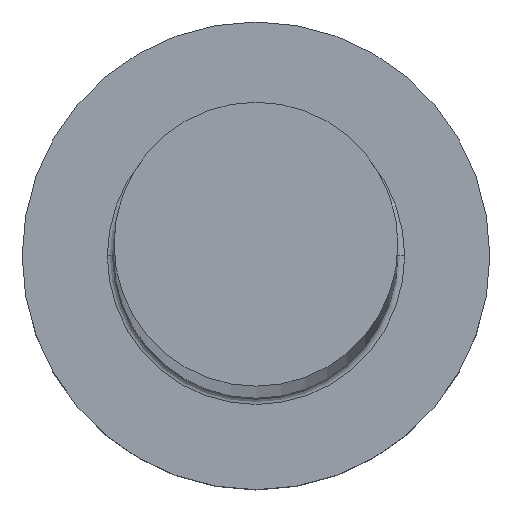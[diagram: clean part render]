
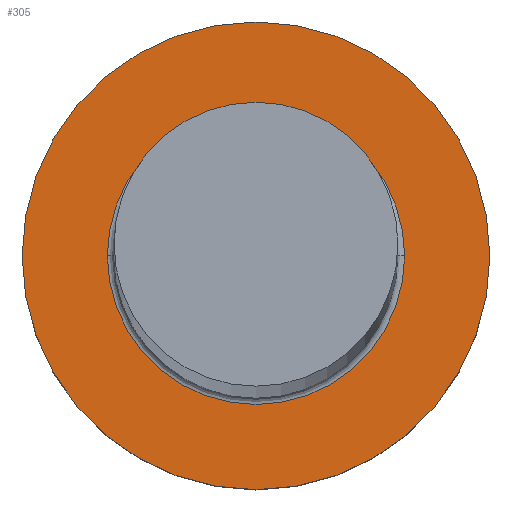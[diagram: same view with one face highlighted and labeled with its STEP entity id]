
A CAD part, top view. The second image highlights one B-rep face of the part: STEP entity #305.
In plain terms, the highlighted planar face has unit normal (0, 0, 1).
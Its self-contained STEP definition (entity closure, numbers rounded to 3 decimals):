
#5 = AXIS2_PLACEMENT_3D ( 'NONE', #202, #13, #146 ) ;
#13 = DIRECTION ( 'NONE',  ( 0., 0., 1. ) ) ;
#19 = VERTEX_POINT ( 'NONE', #116 ) ;
#31 = AXIS2_PLACEMENT_3D ( 'NONE', #203, #231, #109 ) ;
#39 = DIRECTION ( 'NONE',  ( 1., 0., 0. ) ) ;
#44 = PLANE ( 'NONE',  #31 ) ;
#58 = CARTESIAN_POINT ( 'NONE',  ( 4.45, 0., 5. ) ) ;
#69 = FACE_OUTER_BOUND ( 'NONE', #71, .T. ) ;
#71 = EDGE_LOOP ( 'NONE', ( #122, #163 ) ) ;
#77 = CIRCLE ( 'NONE', #250, 7. ) ;
#78 = AXIS2_PLACEMENT_3D ( 'NONE', #256, #149, #39 ) ;
#81 = CIRCLE ( 'NONE', #169, 4.45 ) ;
#90 = CIRCLE ( 'NONE', #5, 7. ) ;
#108 = DIRECTION ( 'NONE',  ( 1., 0., 0. ) ) ;
#109 = DIRECTION ( 'NONE',  ( 1., 0., 0. ) ) ;
#116 = CARTESIAN_POINT ( 'NONE',  ( 7., 0., 5. ) ) ;
#120 = VERTEX_POINT ( 'NONE', #297 ) ;
#122 = ORIENTED_EDGE ( 'NONE', *, *, #195, .T. ) ;
#123 = VERTEX_POINT ( 'NONE', #273 ) ;
#146 = DIRECTION ( 'NONE',  ( 1., 0., 0. ) ) ;
#149 = DIRECTION ( 'NONE',  ( 0., 0., -1. ) ) ;
#153 = DIRECTION ( 'NONE',  ( 0., 0., -1. ) ) ;
#163 = ORIENTED_EDGE ( 'NONE', *, *, #186, .T. ) ;
#165 = EDGE_LOOP ( 'NONE', ( #241, #282 ) ) ;
#169 = AXIS2_PLACEMENT_3D ( 'NONE', #175, #153, #295 ) ;
#175 = CARTESIAN_POINT ( 'NONE',  ( 0., 0., 5. ) ) ;
#178 = EDGE_CURVE ( 'NONE', #263, #123, #81, .T. ) ;
#182 = EDGE_CURVE ( 'NONE', #123, #263, #191, .T. ) ;
#186 = EDGE_CURVE ( 'NONE', #19, #120, #77, .T. ) ;
#191 = CIRCLE ( 'NONE', #78, 4.45 ) ;
#195 = EDGE_CURVE ( 'NONE', #120, #19, #90, .T. ) ;
#197 = FACE_BOUND ( 'NONE', #165, .T. ) ;
#202 = CARTESIAN_POINT ( 'NONE',  ( 0., 0., 5. ) ) ;
#203 = CARTESIAN_POINT ( 'NONE',  ( 0., 0., 5. ) ) ;
#224 = DIRECTION ( 'NONE',  ( 0., 0., 1. ) ) ;
#231 = DIRECTION ( 'NONE',  ( 0., 0., 1. ) ) ;
#241 = ORIENTED_EDGE ( 'NONE', *, *, #178, .T. ) ;
#250 = AXIS2_PLACEMENT_3D ( 'NONE', #251, #224, #108 ) ;
#251 = CARTESIAN_POINT ( 'NONE',  ( 0., 0., 5. ) ) ;
#256 = CARTESIAN_POINT ( 'NONE',  ( 0., 0., 5. ) ) ;
#263 = VERTEX_POINT ( 'NONE', #58 ) ;
#273 = CARTESIAN_POINT ( 'NONE',  ( -4.45, 0., 5. ) ) ;
#282 = ORIENTED_EDGE ( 'NONE', *, *, #182, .T. ) ;
#295 = DIRECTION ( 'NONE',  ( 1., 0., 0. ) ) ;
#297 = CARTESIAN_POINT ( 'NONE',  ( -7., 0., 5. ) ) ;
#305 = ADVANCED_FACE ( 'NONE', ( #197, #69 ), #44, .T. ) ;
